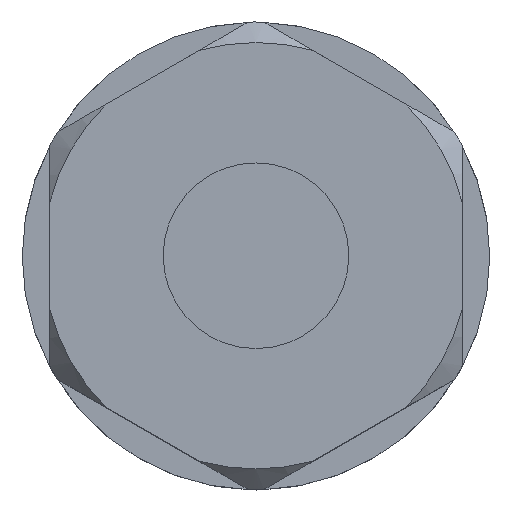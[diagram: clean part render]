
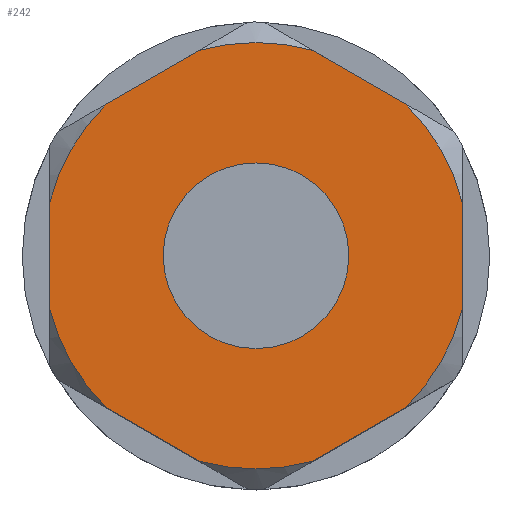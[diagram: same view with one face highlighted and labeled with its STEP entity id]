
A CAD part, top view. The second image highlights one B-rep face of the part: STEP entity #242.
In plain terms, the highlighted planar face has unit normal (0, 0, 1).
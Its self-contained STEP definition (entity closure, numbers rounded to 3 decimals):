
#53=LINE('',#1922,#81);
#54=LINE('',#1923,#82);
#55=LINE('',#1924,#83);
#56=LINE('',#1925,#84);
#57=LINE('',#1926,#85);
#58=LINE('',#1927,#86);
#81=VECTOR('',#967,1.);
#82=VECTOR('',#968,1.);
#83=VECTOR('',#969,1.);
#84=VECTOR('',#970,1.);
#85=VECTOR('',#971,1.);
#86=VECTOR('',#972,1.);
#197=PLANE('',#821);
#242=ADVANCED_FACE('',(#277,#278),#197,.F.);
#277=FACE_BOUND('',#317,.T.);
#278=FACE_BOUND('',#318,.T.);
#317=EDGE_LOOP('',(#486,#487,#488,#489,#490,#491,#492,#493,#494,#495,#496,
#497));
#318=EDGE_LOOP('',(#498));
#486=ORIENTED_EDGE('',*,*,#700,.T.);
#487=ORIENTED_EDGE('',*,*,#717,.T.);
#488=ORIENTED_EDGE('',*,*,#702,.T.);
#489=ORIENTED_EDGE('',*,*,#718,.T.);
#490=ORIENTED_EDGE('',*,*,#705,.T.);
#491=ORIENTED_EDGE('',*,*,#719,.T.);
#492=ORIENTED_EDGE('',*,*,#708,.T.);
#493=ORIENTED_EDGE('',*,*,#720,.T.);
#494=ORIENTED_EDGE('',*,*,#711,.T.);
#495=ORIENTED_EDGE('',*,*,#721,.T.);
#496=ORIENTED_EDGE('',*,*,#714,.T.);
#497=ORIENTED_EDGE('',*,*,#722,.T.);
#498=ORIENTED_EDGE('',*,*,#621,.T.);
#548=VERTEX_POINT('',#1009);
#609=VERTEX_POINT('',#1854);
#610=VERTEX_POINT('',#1856);
#611=VERTEX_POINT('',#1863);
#612=VERTEX_POINT('',#1864);
#613=VERTEX_POINT('',#1875);
#614=VERTEX_POINT('',#1876);
#615=VERTEX_POINT('',#1887);
#616=VERTEX_POINT('',#1888);
#617=VERTEX_POINT('',#1899);
#618=VERTEX_POINT('',#1900);
#619=VERTEX_POINT('',#1911);
#620=VERTEX_POINT('',#1912);
#621=EDGE_CURVE('',#548,#548,#729,.T.);
#700=EDGE_CURVE('',#610,#609,#757,.T.);
#702=EDGE_CURVE('',#611,#612,#758,.T.);
#705=EDGE_CURVE('',#613,#614,#759,.T.);
#708=EDGE_CURVE('',#615,#616,#760,.T.);
#711=EDGE_CURVE('',#617,#618,#761,.T.);
#714=EDGE_CURVE('',#619,#620,#762,.T.);
#717=EDGE_CURVE('',#609,#611,#53,.T.);
#718=EDGE_CURVE('',#612,#613,#54,.T.);
#719=EDGE_CURVE('',#614,#615,#55,.T.);
#720=EDGE_CURVE('',#616,#617,#56,.T.);
#721=EDGE_CURVE('',#618,#619,#57,.T.);
#722=EDGE_CURVE('',#620,#610,#58,.T.);
#729=CIRCLE('',#764,6.75);
#757=CIRCLE('',#809,15.5);
#758=CIRCLE('',#811,15.5);
#759=CIRCLE('',#813,15.5);
#760=CIRCLE('',#815,15.5);
#761=CIRCLE('',#817,15.5);
#762=CIRCLE('',#819,15.5);
#764=AXIS2_PLACEMENT_3D('',#1008,#837,#838);
#809=AXIS2_PLACEMENT_3D('',#1855,#943,#944);
#811=AXIS2_PLACEMENT_3D('',#1862,#947,#948);
#813=AXIS2_PLACEMENT_3D('',#1874,#951,#952);
#815=AXIS2_PLACEMENT_3D('',#1886,#955,#956);
#817=AXIS2_PLACEMENT_3D('',#1898,#959,#960);
#819=AXIS2_PLACEMENT_3D('',#1910,#963,#964);
#821=AXIS2_PLACEMENT_3D('',#1928,#973,#974);
#837=DIRECTION('',(0.,0.,-1.));
#838=DIRECTION('',(-1.,0.,0.));
#943=DIRECTION('',(0.,0.,1.));
#944=DIRECTION('',(-1.,0.,0.));
#947=DIRECTION('',(0.,0.,1.));
#948=DIRECTION('',(-1.,0.,0.));
#951=DIRECTION('',(0.,0.,1.));
#952=DIRECTION('',(-1.,0.,0.));
#955=DIRECTION('',(0.,0.,1.));
#956=DIRECTION('',(-1.,0.,0.));
#959=DIRECTION('',(0.,0.,1.));
#960=DIRECTION('',(-1.,0.,0.));
#963=DIRECTION('',(0.,0.,1.));
#964=DIRECTION('',(-1.,0.,0.));
#967=DIRECTION('',(-0.866,0.5,0.));
#968=DIRECTION('',(-0.866,-0.5,0.));
#969=DIRECTION('',(0.,-1.,0.));
#970=DIRECTION('',(0.866,-0.5,0.));
#971=DIRECTION('',(0.866,0.5,0.));
#972=DIRECTION('',(0.,1.,0.));
#973=DIRECTION('',(0.,0.,-1.));
#974=DIRECTION('',(-1.,0.,0.));
#1008=CARTESIAN_POINT('',(0.,0.,35.));
#1009=CARTESIAN_POINT('',(-6.75,0.,35.));
#1854=CARTESIAN_POINT('',(10.882,11.038,35.));
#1855=CARTESIAN_POINT('',(0.,0.,35.));
#1856=CARTESIAN_POINT('',(15.,3.905,35.));
#1862=CARTESIAN_POINT('',(0.,0.,35.));
#1863=CARTESIAN_POINT('',(4.118,14.943,35.));
#1864=CARTESIAN_POINT('',(-4.118,14.943,35.));
#1874=CARTESIAN_POINT('',(0.,0.,35.));
#1875=CARTESIAN_POINT('',(-10.882,11.038,35.));
#1876=CARTESIAN_POINT('',(-15.,3.905,35.));
#1886=CARTESIAN_POINT('',(0.,0.,35.));
#1887=CARTESIAN_POINT('',(-15.,-3.905,35.));
#1888=CARTESIAN_POINT('',(-10.882,-11.038,35.));
#1898=CARTESIAN_POINT('',(0.,0.,35.));
#1899=CARTESIAN_POINT('',(-4.118,-14.943,35.));
#1900=CARTESIAN_POINT('',(4.118,-14.943,35.));
#1910=CARTESIAN_POINT('',(0.,0.,35.));
#1911=CARTESIAN_POINT('',(10.882,-11.038,35.));
#1912=CARTESIAN_POINT('',(15.,-3.905,35.));
#1922=CARTESIAN_POINT('',(15.,8.66,35.));
#1923=CARTESIAN_POINT('',(0.,17.321,35.));
#1924=CARTESIAN_POINT('',(-15.,8.66,35.));
#1925=CARTESIAN_POINT('',(-15.,-8.66,35.));
#1926=CARTESIAN_POINT('',(0.,-17.321,35.));
#1927=CARTESIAN_POINT('',(15.,-8.66,35.));
#1928=CARTESIAN_POINT('',(-6.75,0.,35.));
